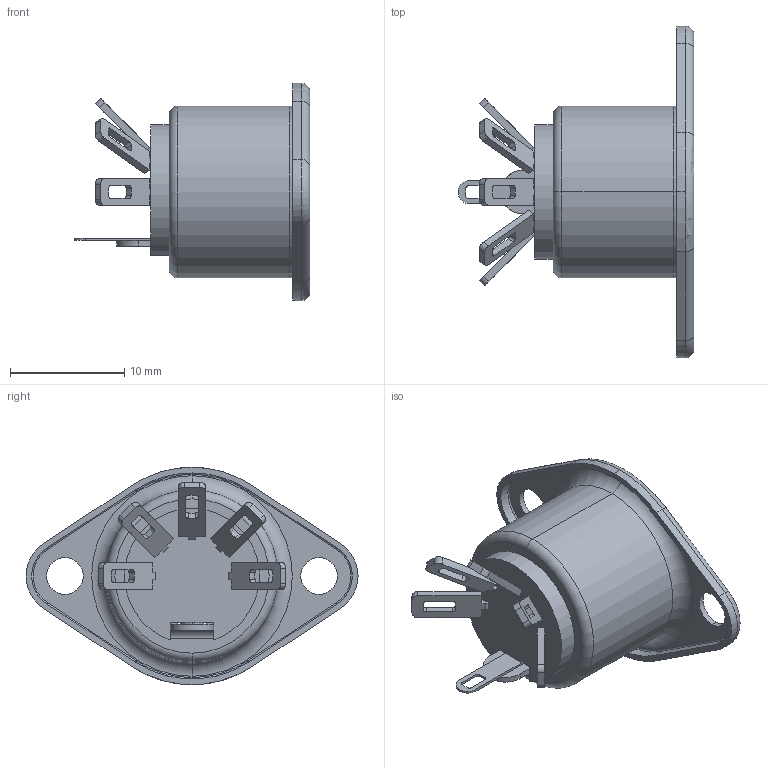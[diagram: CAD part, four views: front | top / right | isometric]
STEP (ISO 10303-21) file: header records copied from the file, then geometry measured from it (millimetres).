
FILE_DESCRIPTION (( 'STEP AP214' ), '1' );
FILE_NAME ('57GB5FX.STEP', '2014-03-07T14:45:22', ( '' ), ( '' ), 'SwSTEP 2.0', 'SolidWorks 2014', '' );
FILE_SCHEMA (( 'AUTOMOTIVE_DESIGN' ));
Length unit declared in the file: inch
Products named in the file (1): 57GB5FX
Bounding box: 20.6 x 29 x 19 mm (x, y, z)
Volume: 1775.2 mm3; surface area: 2887.2 mm2
Topology: 1 solids, 1 shells, 257 faces, 703 edges, 458 vertices
Faces by surface type: plane 153, cylinder 87, torus 17
Entity records: 8214 total; most frequent: CARTESIAN_POINT 1429, DIRECTION 1424, ORIENTED_EDGE 1406, EDGE_CURVE 703, VECTOR 494, LINE 494, AXIS2_PLACEMENT_3D 465, VERTEX_POINT 458
